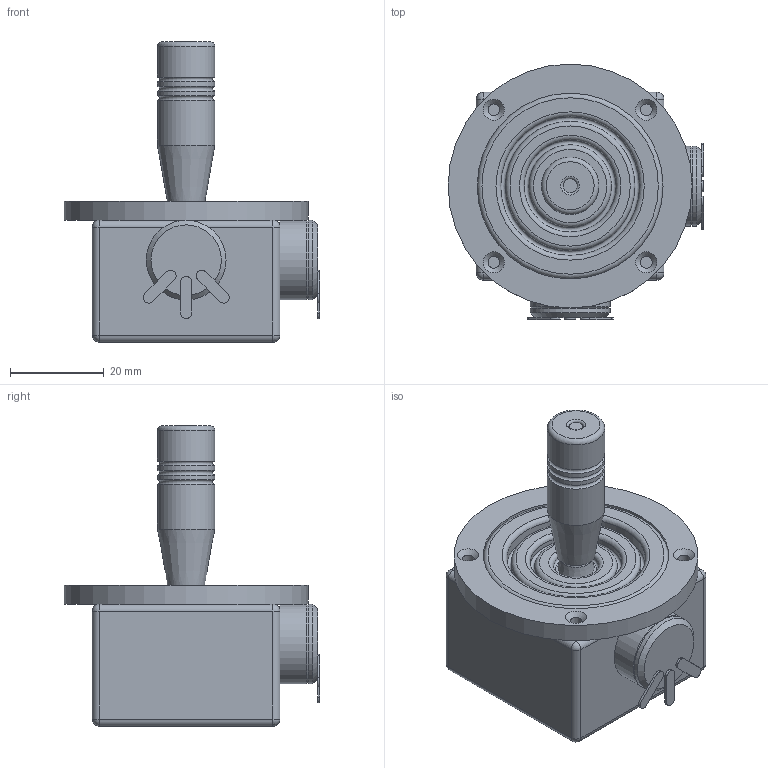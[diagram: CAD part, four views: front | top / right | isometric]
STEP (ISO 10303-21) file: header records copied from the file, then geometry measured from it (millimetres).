
FILE_DESCRIPTION(/* description */ (''),/* implementation_level */ '2;1');
FILE_NAME(/* name */ '3102 Mini Joystick.step',/* time_stamp */ '2018-07-07T15:57:41-04:00',/* author */ ('Adafruit'),/* organization */ (''),/* preprocessor_version */ 'ST-DEVELOPER v17',/* originating_system */ 'Autodesk Translation Framework v7.1.0.215',/* authorisation */ '');
FILE_SCHEMA (('AUTOMOTIVE_DESIGN { 1 0 10303 214 3 1 1 }'));
Length unit declared in the file: millimetre
Products named in the file (1): Mini Joystick
Bounding box: 54.5 x 54.5 x 64 mm (x, y, z)
Volume: 55070.1 mm3; surface area: 18247.7 mm2
Topology: 15 solids, 15 shells, 129 faces, 260 edges, 167 vertices
Faces by surface type: plane 52, cylinder 43, torus 16, cone 10, sphere 8
Full cylindrical faces by diameter (mm): 2.5 x4, 12.232 x4, 17 x4, 19 x1, 19.6 x1, 27.6 x1, 29.6 x1, 39.6 x2, 52 x1
Entity records: 3460 total; most frequent: DIRECTION 679, CARTESIAN_POINT 557, ORIENTED_EDGE 520, AXIS2_PLACEMENT_3D 289, EDGE_CURVE 260, VERTEX_POINT 167, CIRCLE 159, EDGE_LOOP 145
